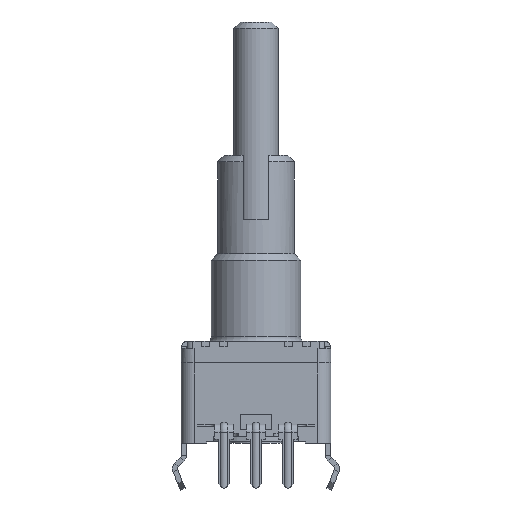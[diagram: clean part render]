
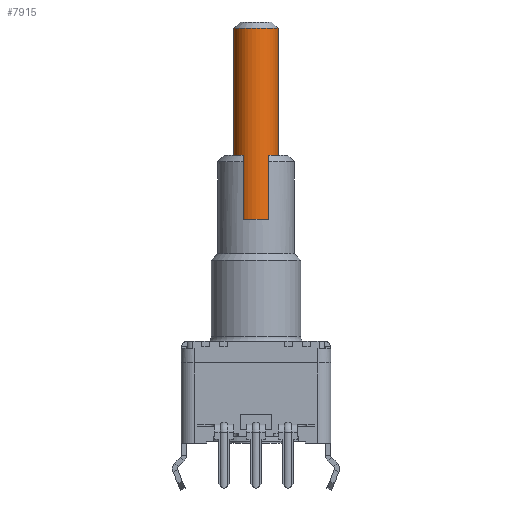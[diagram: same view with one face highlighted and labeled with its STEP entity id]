
A CAD part, front view. The second image highlights one B-rep face of the part: STEP entity #7915.
In plain terms, the highlighted cylindrical face has radius 1.738 mm (diameter 3.475 mm), a partial arc.
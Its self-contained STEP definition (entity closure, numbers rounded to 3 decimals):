
#2221 = CIRCLE ( 'NONE', #2818, 1.737 ) ;
#2818 = AXIS2_PLACEMENT_3D ( 'NONE', #3608, #3612, #3613 ) ;
#3608 = CARTESIAN_POINT ( 'NONE',  ( 0., 0., 25.5 ) ) ;
#3612 = DIRECTION ( 'NONE',  ( 0., 0., -1. ) ) ;
#3613 = DIRECTION ( 'NONE',  ( 1., 0., 0. ) ) ;
#4149 = CARTESIAN_POINT ( 'NONE',  ( -1.737, 0., 7.85 ) ) ;
#4150 = DIRECTION ( 'NONE',  ( 0., 0., 1. ) ) ;
#4216 = LINE ( 'NONE', #4149, #4217 ) ;
#4217 = VECTOR ( 'NONE', #4150, 1000. ) ;
#4390 = LINE ( 'NONE', #5159, #4391 ) ;
#4391 = VECTOR ( 'NONE', #5160, 1000. ) ;
#4610 = EDGE_LOOP ( 'NONE', ( #28203, #28204, #28205, #28206 ) ) ;
#5159 = CARTESIAN_POINT ( 'NONE',  ( 1.737, 0., 7.85 ) ) ;
#5160 = DIRECTION ( 'NONE',  ( 0., 0., 1. ) ) ;
#5833 = VERTEX_POINT ( 'NONE', #13553 ) ;
#6117 = VERTEX_POINT ( 'NONE', #13176 ) ;
#6140 = VERTEX_POINT ( 'NONE', #13481 ) ;
#6200 = VERTEX_POINT ( 'NONE', #13112 ) ;
#7915 = ADVANCED_FACE ( 'NONE', ( #20716 ), #20655, .T. ) ;
#8000 = EDGE_CURVE ( 'NONE', #6117, #6200, #20894, .T. ) ;
#13112 = CARTESIAN_POINT ( 'NONE',  ( -1.737, 0., 9.9 ) ) ;
#13176 = CARTESIAN_POINT ( 'NONE',  ( 1.737, 0., 9.9 ) ) ;
#13481 = CARTESIAN_POINT ( 'NONE',  ( -1.738, 0., 25.5 ) ) ;
#13553 = CARTESIAN_POINT ( 'NONE',  ( 1.737, 0., 25.5 ) ) ;
#18143 = DIRECTION ( 'NONE',  ( -1., 0., 0. ) ) ;
#18151 = DIRECTION ( 'NONE',  ( 0., 0., 1. ) ) ;
#18162 = CARTESIAN_POINT ( 'NONE',  ( 0., 0., 7.85 ) ) ;
#18699 = EDGE_CURVE ( 'NONE', #6140, #5833, #2221, .T. ) ;
#19069 = EDGE_CURVE ( 'NONE', #6200, #6140, #4216, .T. ) ;
#19186 = EDGE_CURVE ( 'NONE', #6117, #5833, #4390, .T. ) ;
#19631 = AXIS2_PLACEMENT_3D ( 'NONE', #18162, #18151, #18143 ) ;
#19690 = AXIS2_PLACEMENT_3D ( 'NONE', #21712, #21726, #21727 ) ;
#20655 = CYLINDRICAL_SURFACE ( 'NONE', #19631, 1.737 ) ;
#20716 = FACE_OUTER_BOUND ( 'NONE', #4610, .T. ) ;
#20894 = CIRCLE ( 'NONE', #19690, 1.737 ) ;
#21712 = CARTESIAN_POINT ( 'NONE',  ( 0., 0., 9.9 ) ) ;
#21726 = DIRECTION ( 'NONE',  ( 0., 0., 1. ) ) ;
#21727 = DIRECTION ( 'NONE',  ( -1., 0., 0. ) ) ;
#28203 = ORIENTED_EDGE ( 'NONE', *, *, #19186, .F. ) ;
#28204 = ORIENTED_EDGE ( 'NONE', *, *, #8000, .T. ) ;
#28205 = ORIENTED_EDGE ( 'NONE', *, *, #19069, .T. ) ;
#28206 = ORIENTED_EDGE ( 'NONE', *, *, #18699, .T. ) ;
